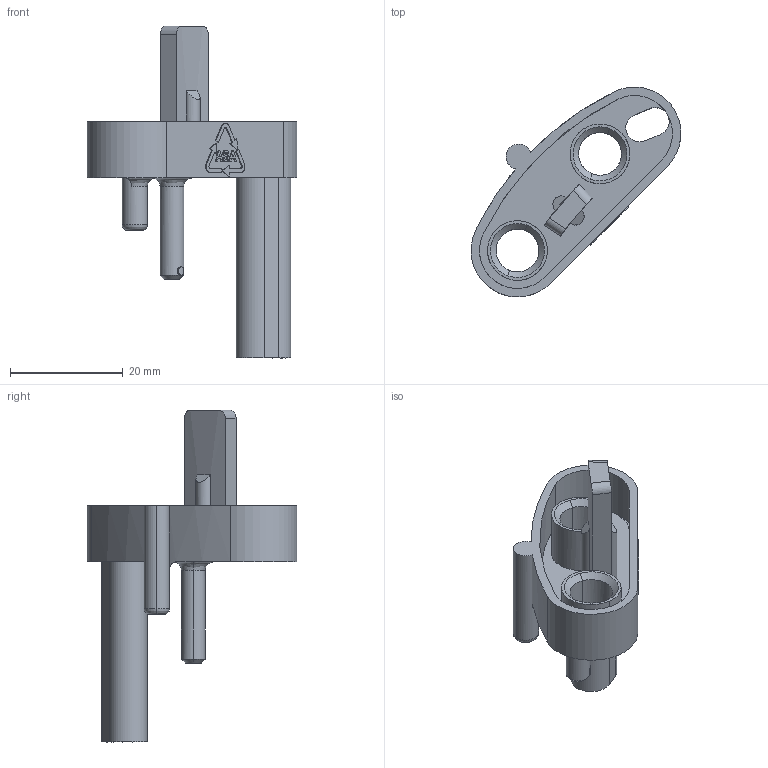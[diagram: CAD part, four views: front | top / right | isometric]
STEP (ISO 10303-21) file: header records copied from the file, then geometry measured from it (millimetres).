
FILE_DESCRIPTION(/* description */ (''),/* implementation_level */ '2;1');
FILE_NAME(/* name */ '16_OF reMix_Socket Slider_2311',/* time_stamp */ '2023-12-12T07:40:50+01:00',/* author */ (''),/* organization */ (''),/* preprocessor_version */ 'ST-DEVELOPER v16.5',/* originating_system */ 'Rhino 7.28',/* authorisation */ '');
FILE_SCHEMA (('CONFIG_CONTROL_DESIGN'));
Length unit declared in the file: millimetre
Products named in the file (1): Document
Bounding box: 37.29 x 37.28 x 59.01 mm (x, y, z)
Volume: 5184.6 mm3; surface area: 6984.7 mm2
Topology: 1 solids, 1 shells, 135 faces, 348 edges, 228 vertices
Faces by surface type: plane 76, cylinder 37, bspline 22
Entity records: 5774 total; most frequent: CARTESIAN_POINT 3397, ORIENTED_EDGE 694, EDGE_CURVE 347, VERTEX_POINT 227, B_SPLINE_CURVE_WITH_KNOTS 226, EDGE_LOOP 154, ADVANCED_FACE 135, FACE_OUTER_BOUND 135
